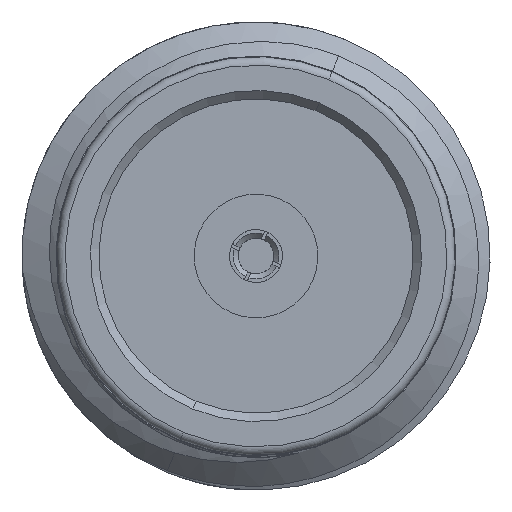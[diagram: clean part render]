
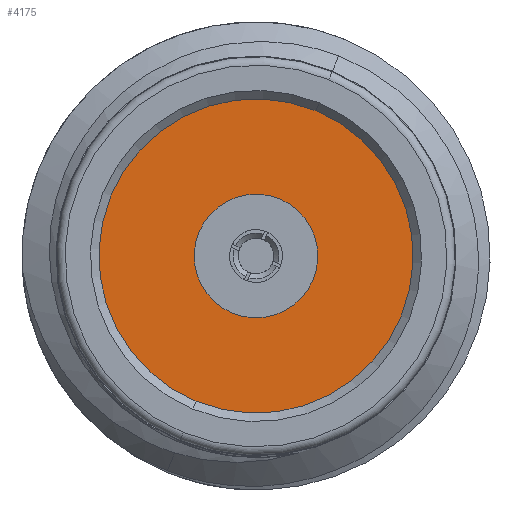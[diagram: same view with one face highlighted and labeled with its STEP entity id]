
A CAD part, left-side view. The second image highlights one B-rep face of the part: STEP entity #4175.
In plain terms, the highlighted planar face has unit normal (-1, 0, 0).
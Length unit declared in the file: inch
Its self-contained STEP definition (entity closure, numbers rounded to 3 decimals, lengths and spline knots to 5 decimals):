
#11 = CIRCLE ( 'NONE', #2571, 0.0925 ) ;
#86 = DIRECTION ( 'NONE',  ( 0., -0.382, 0.924 ) ) ;
#170 = AXIS2_PLACEMENT_3D ( 'NONE', #563, #859, #3411 ) ;
#294 = EDGE_CURVE ( 'NONE', #2202, #1564, #1996, .T. ) ;
#370 = DIRECTION ( 'NONE',  ( -1., 0., 0. ) ) ;
#498 = DIRECTION ( 'NONE',  ( -1., 0., 0. ) ) ;
#528 = DIRECTION ( 'NONE',  ( -1., 0., 0. ) ) ;
#550 = AXIS2_PLACEMENT_3D ( 'NONE', #3354, #498, #1793 ) ;
#563 = CARTESIAN_POINT ( 'NONE',  ( 0.11811, 0., 0. ) ) ;
#617 = DIRECTION ( 'NONE',  ( 0., -0.382, 0.924 ) ) ;
#666 = CARTESIAN_POINT ( 'NONE',  ( 0.11811, -0.03532, 0.08549 ) ) ;
#825 = FACE_BOUND ( 'NONE', #2786, .T. ) ;
#839 = EDGE_CURVE ( 'NONE', #1693, #3986, #1081, .T. ) ;
#859 = DIRECTION ( 'NONE',  ( 1., 0., 0. ) ) ;
#904 = ORIENTED_EDGE ( 'NONE', *, *, #979, .T. ) ;
#979 = EDGE_CURVE ( 'NONE', #3986, #1693, #11, .T. ) ;
#1003 = CARTESIAN_POINT ( 'NONE',  ( 0.11811, -0.01391, 0.03366 ) ) ;
#1081 = CIRCLE ( 'NONE', #550, 0.0925 ) ;
#1388 = CIRCLE ( 'NONE', #1528, 0.03642 ) ;
#1528 = AXIS2_PLACEMENT_3D ( 'NONE', #4170, #3833, #617 ) ;
#1564 = VERTEX_POINT ( 'NONE', #1003 ) ;
#1693 = VERTEX_POINT ( 'NONE', #2255 ) ;
#1721 = CARTESIAN_POINT ( 'NONE',  ( 0.11811, 0., 0. ) ) ;
#1793 = DIRECTION ( 'NONE',  ( 0., -0.382, 0.924 ) ) ;
#1996 = CIRCLE ( 'NONE', #170, 0.03642 ) ;
#2109 = CARTESIAN_POINT ( 'NONE',  ( 0.11811, 0., 0. ) ) ;
#2130 = FACE_OUTER_BOUND ( 'NONE', #2641, .T. ) ;
#2202 = VERTEX_POINT ( 'NONE', #3115 ) ;
#2206 = PLANE ( 'NONE',  #2214 ) ;
#2214 = AXIS2_PLACEMENT_3D ( 'NONE', #2109, #528, #3494 ) ;
#2255 = CARTESIAN_POINT ( 'NONE',  ( 0.11811, 0.03532, -0.08549 ) ) ;
#2371 = ORIENTED_EDGE ( 'NONE', *, *, #839, .T. ) ;
#2571 = AXIS2_PLACEMENT_3D ( 'NONE', #1721, #370, #86 ) ;
#2641 = EDGE_LOOP ( 'NONE', ( #904, #2371 ) ) ;
#2786 = EDGE_LOOP ( 'NONE', ( #3007, #3033 ) ) ;
#3007 = ORIENTED_EDGE ( 'NONE', *, *, #3093, .T. ) ;
#3033 = ORIENTED_EDGE ( 'NONE', *, *, #294, .T. ) ;
#3093 = EDGE_CURVE ( 'NONE', #1564, #2202, #1388, .T. ) ;
#3115 = CARTESIAN_POINT ( 'NONE',  ( 0.11811, 0.01391, -0.03366 ) ) ;
#3354 = CARTESIAN_POINT ( 'NONE',  ( 0.11811, 0., 0. ) ) ;
#3411 = DIRECTION ( 'NONE',  ( 0., -0.382, 0.924 ) ) ;
#3494 = DIRECTION ( 'NONE',  ( 0., 1., 0. ) ) ;
#3833 = DIRECTION ( 'NONE',  ( 1., 0., 0. ) ) ;
#3986 = VERTEX_POINT ( 'NONE', #666 ) ;
#4170 = CARTESIAN_POINT ( 'NONE',  ( 0.11811, 0., 0. ) ) ;
#4175 = ADVANCED_FACE ( 'NONE', ( #825, #2130 ), #2206, .T. ) ;
